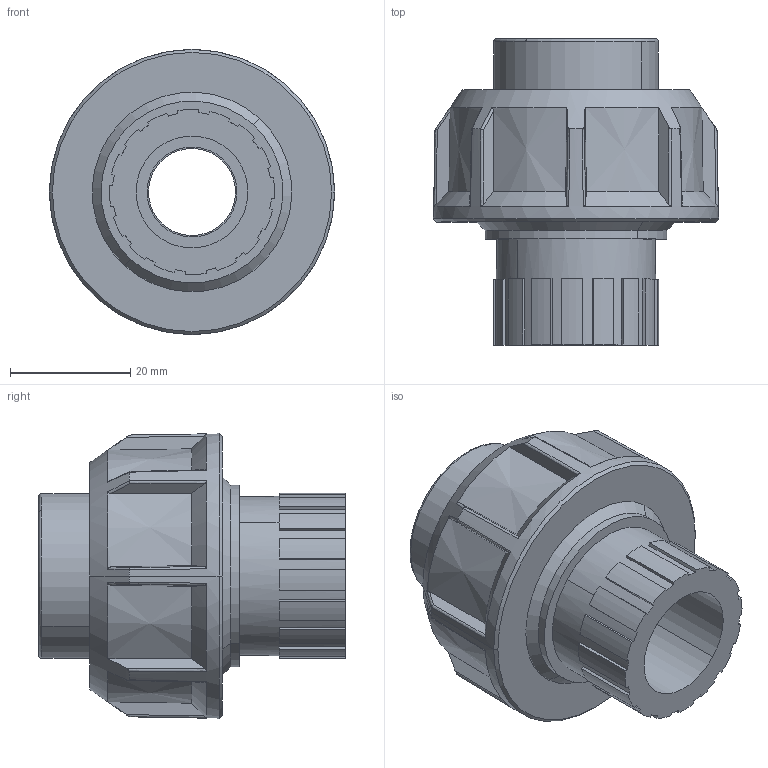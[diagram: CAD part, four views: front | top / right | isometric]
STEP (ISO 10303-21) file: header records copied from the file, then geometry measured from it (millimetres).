
FILE_DESCRIPTION(('STEP AP214'),'1');
FILE_NAME('bifgm020012e.stp','2018-02-12T14:19:07',('TraceParts'),('TraceParts S.A.'),'Spatial InterOp 3D',' ',' ');
FILE_SCHEMA(('automotive_design'));
Length unit declared in the file: millimetre
Products named in the file (3): bifgm020012e_1; bifgm020012e_2; bifgm020012e_3
Bounding box: 47.48 x 51 x 47.48 mm (x, y, z)
Volume: 38320.7 mm3; surface area: 17564.5 mm2
Topology: 3 solids, 3 shells, 181 faces, 498 edges, 330 vertices
Faces by surface type: plane 78, cylinder 43, cone 28, bspline 20, torus 12
Entity records: 8154 total; most frequent: CARTESIAN_POINT 2156, ORIENTED_EDGE 996, DIRECTION 898, EDGE_CURVE 498, AXIS2_PLACEMENT_3D 364, VERTEX_POINT 330, CIRCLE 200, EDGE_LOOP 194
